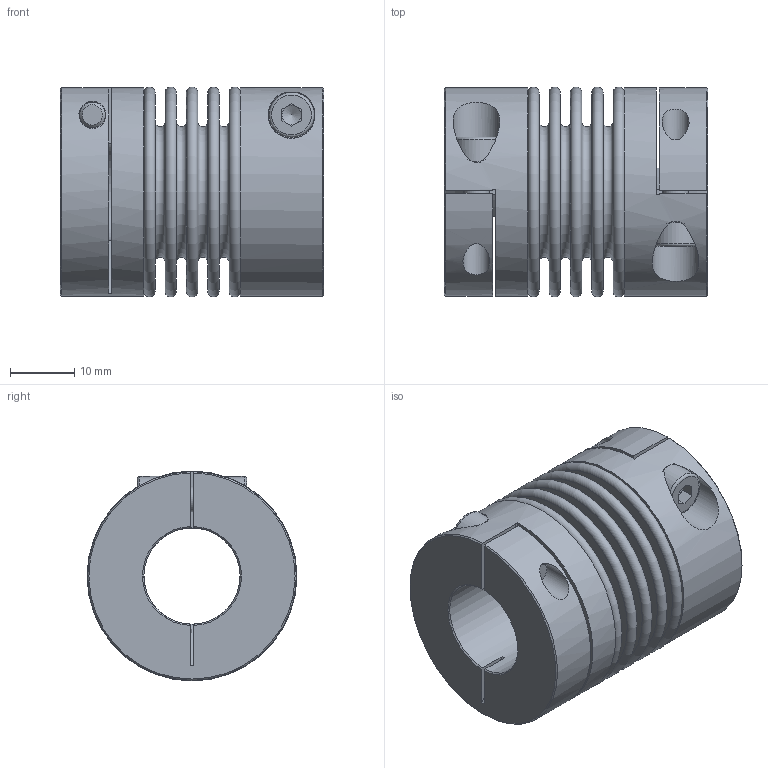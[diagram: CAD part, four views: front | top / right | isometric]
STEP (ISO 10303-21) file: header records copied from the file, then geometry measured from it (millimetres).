
FILE_DESCRIPTION(/* description */ ('STEP AP203'),/* implementation_level */ '2;1');
FILE_NAME(/* name */ 'KB2-45-41-15-15',/* time_stamp */ '2023-06-16T10:25:43+02:00',/* author */ ('License CC BY-ND 4.0'),/* organization */ ('CADENAS'),/* preprocessor_version */ 'ST-DEVELOPER v19.3',/* originating_system */ 'PARTsolutions',/* authorisation */ ' ');
FILE_SCHEMA (('CONFIG_CONTROL_DESIGN'));
Length unit declared in the file: millimetre
Products named in the file (1): KB2-45-41-15-15
Bounding box: 41 x 32.67 x 32.67 mm (x, y, z)
Volume: 17921.3 mm3; surface area: 18543.9 mm2
Topology: 1 solids, 1 shells, 118 faces, 263 edges, 171 vertices
Faces by surface type: plane 68, torus 22, cylinder 18, cone 10
Full cylindrical faces by diameter (mm): 4 x2, 4.2 x2, 7 x2, 15 x2, 21.876 x2, 32.5 x2
Entity records: 3100 total; most frequent: CARTESIAN_POINT 615, DIRECTION 532, ORIENTED_EDGE 420, AXIS2_PLACEMENT_3D 223, EDGE_CURVE 210, FACE_BOUND 188, EDGE_LOOP 186, VERTEX_POINT 158
